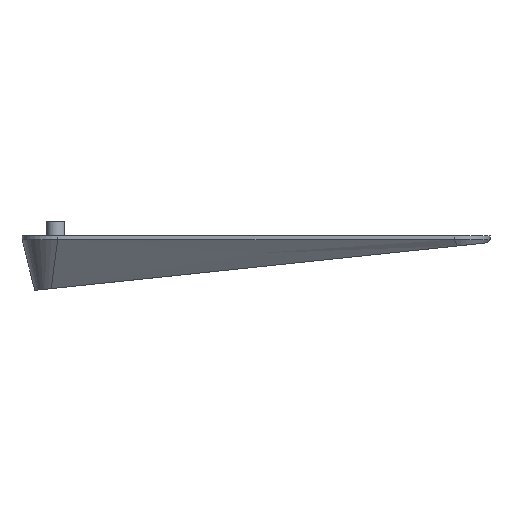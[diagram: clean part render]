
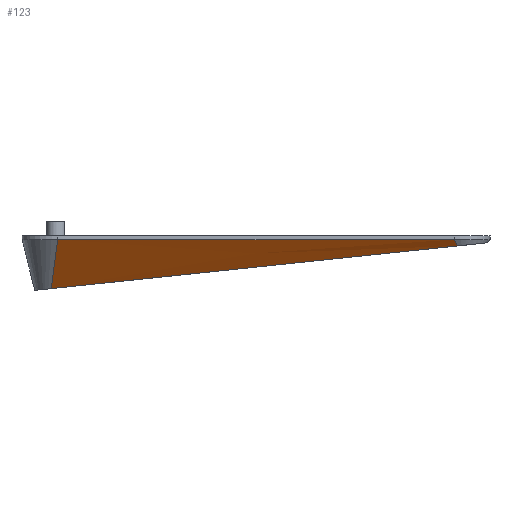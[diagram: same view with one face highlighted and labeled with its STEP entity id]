
A CAD part, left-side view. The second image highlights one B-rep face of the part: STEP entity #123.
In plain terms, the highlighted free-form (B-spline) face has degree [1, 1] with [2, 2] control points.
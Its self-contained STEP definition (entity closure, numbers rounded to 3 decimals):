
#22 = VERTEX_POINT('',#23);
#23 = CARTESIAN_POINT('',(-166.,-58.25,1.));
#40 = VERTEX_POINT('',#41);
#41 = CARTESIAN_POINT('',(-166.,52.75,1.));
#47 = EDGE_CURVE('',#22,#40,#48,.T.);
#48 = LINE('',#49,#50);
#49 = CARTESIAN_POINT('',(-166.,-58.25,1.));
#50 = VECTOR('',#51,1.);
#51 = DIRECTION('',(0.,1.,0.));
#123 = ADVANCED_FACE('',(#124),#147,.F.);
#124 = FACE_BOUND('',#125,.F.);
#125 = EDGE_LOOP('',(#126,#136,#141,#142));
#126 = ORIENTED_EDGE('',*,*,#127,.F.);
#127 = EDGE_CURVE('',#128,#130,#132,.T.);
#128 = VERTEX_POINT('',#129);
#129 = CARTESIAN_POINT('',(-155.849,54.576,
    -12.736));
#130 = VERTEX_POINT('',#131);
#131 = CARTESIAN_POINT('',(-164.477,-59.072,
    -0.791));
#132 = LINE('',#133,#134);
#133 = CARTESIAN_POINT('',(-155.849,54.576,
    -12.736));
#134 = VECTOR('',#135,1.);
#135 = DIRECTION('',(-0.075,-0.992,0.104)
  );
#136 = ORIENTED_EDGE('',*,*,#137,.T.);
#137 = EDGE_CURVE('',#128,#40,#138,.T.);
#138 = B_SPLINE_CURVE_WITH_KNOTS('',1,(#139,#140),.UNSPECIFIED.,.F.,.F.,
  (2,2),(0.,1.),.PIECEWISE_BEZIER_KNOTS.);
#139 = CARTESIAN_POINT('',(-155.849,54.576,
    -12.736));
#140 = CARTESIAN_POINT('',(-166.,52.75,1.));
#141 = ORIENTED_EDGE('',*,*,#47,.F.);
#142 = ORIENTED_EDGE('',*,*,#143,.F.);
#143 = EDGE_CURVE('',#130,#22,#144,.T.);
#144 = B_SPLINE_CURVE_WITH_KNOTS('',1,(#145,#146),.UNSPECIFIED.,.F.,.F.,
  (2,2),(0.,1.),.PIECEWISE_BEZIER_KNOTS.);
#145 = CARTESIAN_POINT('',(-164.477,-59.072,
    -0.791));
#146 = CARTESIAN_POINT('',(-166.,-58.25,1.));
#147 = B_SPLINE_SURFACE_WITH_KNOTS('',1,1,(
    (#148,#149)
    ,(#150,#151
    )),.UNSPECIFIED.,.F.,.F.,.F.,(2,2),(2,2),(-114.599,0.),(0.,1.
    ),.PIECEWISE_BEZIER_KNOTS.);
#148 = CARTESIAN_POINT('',(-164.477,-59.072,
    -0.791));
#149 = CARTESIAN_POINT('',(-166.,-58.25,1.));
#150 = CARTESIAN_POINT('',(-155.849,54.576,
    -12.736));
#151 = CARTESIAN_POINT('',(-166.,52.75,1.));
